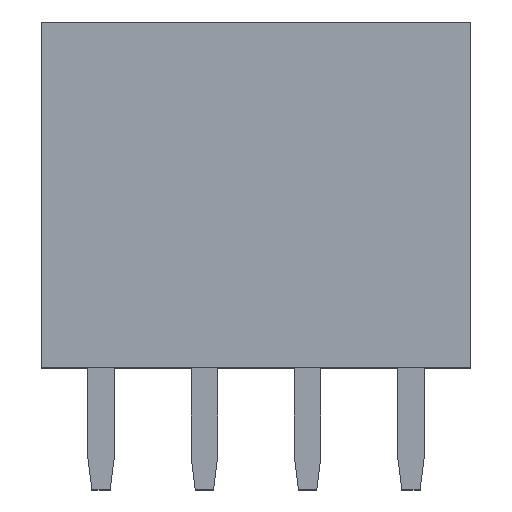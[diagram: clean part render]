
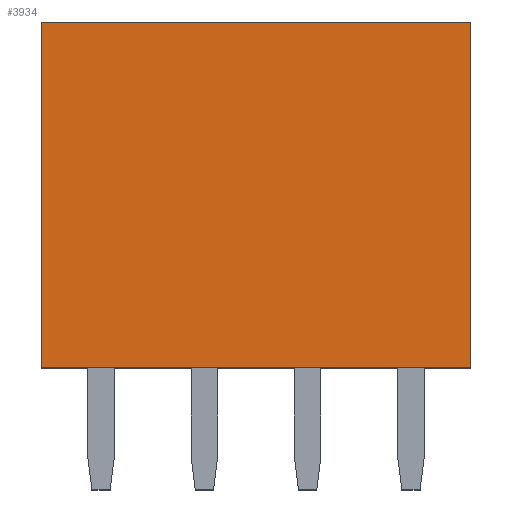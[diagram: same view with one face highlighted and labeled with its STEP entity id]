
A CAD part, top view. The second image highlights one B-rep face of the part: STEP entity #3934.
In plain terms, the highlighted planar face has unit normal (0, 0, 1).
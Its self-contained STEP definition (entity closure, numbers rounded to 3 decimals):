
#246=DIRECTION('',(-1.,0.,0.));
#247=VECTOR('',#246,10.56);
#248=CARTESIAN_POINT('',(9.09,0.,2.52));
#249=LINE('',#248,#247);
#1737=DIRECTION('',(0.,1.,0.));
#1738=VECTOR('',#1737,8.5);
#1739=CARTESIAN_POINT('',(9.09,-8.5,2.52));
#1740=LINE('',#1739,#1738);
#1758=DIRECTION('',(1.,0.,0.));
#1759=VECTOR('',#1758,10.56);
#1760=CARTESIAN_POINT('',(-1.47,-8.5,2.52));
#1761=LINE('',#1760,#1759);
#1772=DIRECTION('',(0.,1.,0.));
#1773=VECTOR('',#1772,8.5);
#1774=CARTESIAN_POINT('',(-1.47,-8.5,2.52));
#1775=LINE('',#1774,#1773);
#2295=CARTESIAN_POINT('',(-1.47,-8.5,2.52));
#2296=CARTESIAN_POINT('',(-1.47,0.,2.52));
#2297=VERTEX_POINT('',#2295);
#2298=VERTEX_POINT('',#2296);
#2311=CARTESIAN_POINT('',(9.09,-8.5,2.52));
#2312=CARTESIAN_POINT('',(9.09,0.,2.52));
#2313=VERTEX_POINT('',#2311);
#2314=VERTEX_POINT('',#2312);
#3921=CARTESIAN_POINT('',(-1.27,0.,2.52));
#3922=DIRECTION('',(0.,0.,1.));
#3923=DIRECTION('',(1.,0.,0.));
#3924=AXIS2_PLACEMENT_3D('',#3921,#3922,#3923);
#3925=PLANE('',#3924);
#3926=ORIENTED_EDGE('',*,*,#2336,.F.);
#3927=ORIENTED_EDGE('',*,*,#3904,.F.);
#3929=ORIENTED_EDGE('',*,*,#3928,.F.);
#3931=ORIENTED_EDGE('',*,*,#3930,.T.);
#3932=EDGE_LOOP('',(#3926,#3927,#3929,#3931));
#3933=FACE_OUTER_BOUND('',#3932,.F.);
#3934=ADVANCED_FACE('',(#3933),#3925,.T.);
#2336=EDGE_CURVE('',#2314,#2298,#249,.T.);
#3904=EDGE_CURVE('',#2313,#2314,#1740,.T.);
#3928=EDGE_CURVE('',#2297,#2313,#1761,.T.);
#3930=EDGE_CURVE('',#2297,#2298,#1775,.T.);
